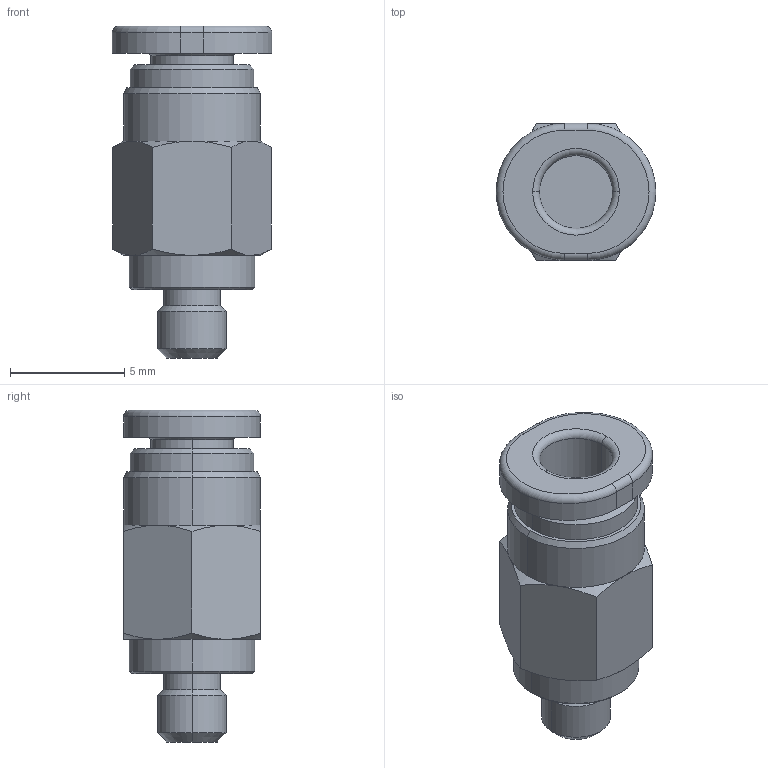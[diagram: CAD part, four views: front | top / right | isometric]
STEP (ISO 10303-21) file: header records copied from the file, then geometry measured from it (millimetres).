
FILE_DESCRIPTION((''),'2;1');
FILE_NAME('PC03M3C-mdt.stp','2017-07-24T14:29:03',(''),(''),'Mechanical Desktop 2009','Mechanical Desktop 2009',', , ');
FILE_SCHEMA(('CONFIG_CONTROL_DESIGN'));
Length unit declared in the file: millimetre
Products named in the file (3): PC03M3C-MDTA; PC03M3C-MDT; COLLAR-C03C
Assembly tree (3 placements, depth 2):
  PC03M3C-MDTA
    PC03M3C-MDT
    COLLAR-C03C  x2
Bounding box: 7 x 6 x 14.55 mm (x, y, z)
Volume: 257.5 mm3; surface area: 457.6 mm2
Topology: 1 solids, 1 shells, 69 faces, 146 edges, 86 vertices
Faces by surface type: cone 24, cylinder 20, plane 19, torus 4, bspline 2
Entity records: 2029 total; most frequent: CARTESIAN_POINT 441, DIRECTION 338, ORIENTED_EDGE 292, EDGE_CURVE 146, AXIS2_PLACEMENT_3D 145, VERTEX_POINT 86, EDGE_LOOP 76, CIRCLE 74
